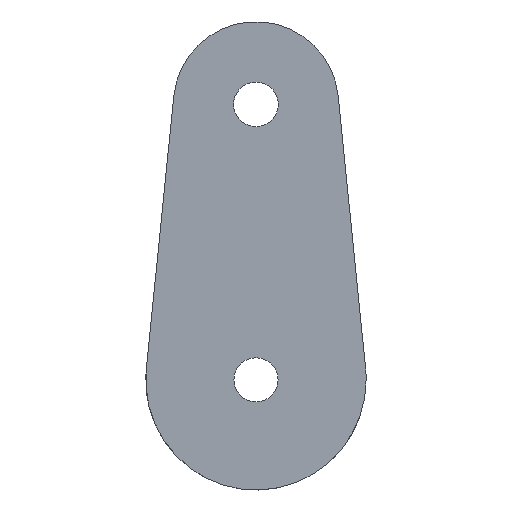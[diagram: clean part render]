
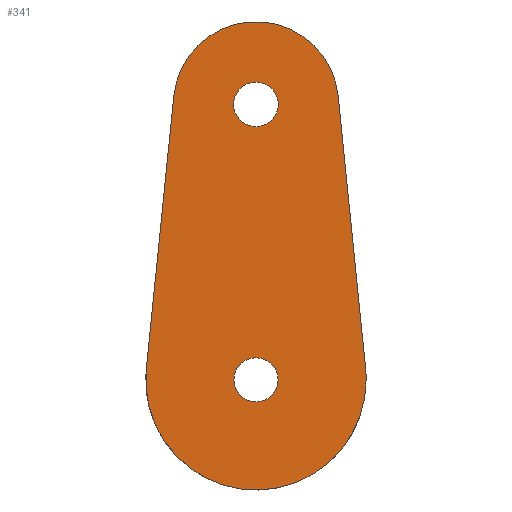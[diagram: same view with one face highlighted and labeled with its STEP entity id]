
A CAD part, left-side view. The second image highlights one B-rep face of the part: STEP entity #341.
In plain terms, the highlighted planar face has unit normal (-1, 0, 0).
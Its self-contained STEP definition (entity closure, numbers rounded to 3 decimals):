
#16=FACE_BOUND('',#83,.T.);
#17=FACE_BOUND('',#84,.T.);
#24=CIRCLE('',#372,8.);
#29=CIRCLE('',#377,8.);
#31=CIRCLE('',#385,1.6);
#33=CIRCLE('',#388,1.621);
#35=CIRCLE('',#393,6.);
#63=FACE_OUTER_BOUND('',#82,.T.);
#82=EDGE_LOOP('',(#305,#306,#307,#308,#309));
#83=EDGE_LOOP('',(#310));
#84=EDGE_LOOP('',(#311));
#113=LINE('',#576,#144);
#115=LINE('',#582,#146);
#144=VECTOR('',#480,10.);
#146=VECTOR('',#488,10.);
#161=VERTEX_POINT('',#526);
#162=VERTEX_POINT('',#528);
#167=VERTEX_POINT('',#541);
#170=VERTEX_POINT('',#558);
#172=VERTEX_POINT('',#564);
#175=VERTEX_POINT('',#574);
#176=VERTEX_POINT('',#578);
#193=EDGE_CURVE('',#162,#161,#24,.T.);
#201=EDGE_CURVE('',#167,#162,#29,.T.);
#210=EDGE_CURVE('',#170,#170,#31,.T.);
#213=EDGE_CURVE('',#172,#172,#33,.T.);
#218=EDGE_CURVE('',#161,#175,#113,.T.);
#220=EDGE_CURVE('',#175,#176,#35,.T.);
#221=EDGE_CURVE('',#176,#167,#115,.T.);
#305=ORIENTED_EDGE('',*,*,#221,.T.);
#306=ORIENTED_EDGE('',*,*,#201,.T.);
#307=ORIENTED_EDGE('',*,*,#193,.T.);
#308=ORIENTED_EDGE('',*,*,#218,.T.);
#309=ORIENTED_EDGE('',*,*,#220,.T.);
#310=ORIENTED_EDGE('',*,*,#210,.T.);
#311=ORIENTED_EDGE('',*,*,#213,.T.);
#324=PLANE('',#395);
#341=ADVANCED_FACE('',(#63,#16,#17),#324,.F.);
#372=AXIS2_PLACEMENT_3D('',#529,#426,#427);
#377=AXIS2_PLACEMENT_3D('',#542,#439,#440);
#385=AXIS2_PLACEMENT_3D('',#560,#462,#463);
#388=AXIS2_PLACEMENT_3D('',#566,#469,#470);
#393=AXIS2_PLACEMENT_3D('',#580,#484,#485);
#395=AXIS2_PLACEMENT_3D('',#583,#489,#490);
#426=DIRECTION('center_axis',(-1.,0.,0.));
#427=DIRECTION('ref_axis',(0.,1.,0.));
#439=DIRECTION('center_axis',(-1.,0.,0.));
#440=DIRECTION('ref_axis',(0.,1.,0.));
#462=DIRECTION('center_axis',(1.,0.,0.));
#463=DIRECTION('ref_axis',(0.,1.,0.));
#469=DIRECTION('center_axis',(1.,0.,0.));
#470=DIRECTION('ref_axis',(0.,1.,0.));
#480=DIRECTION('',(0.,0.1,0.995));
#484=DIRECTION('center_axis',(-1.,0.,0.));
#485=DIRECTION('ref_axis',(0.,0.995,0.1));
#488=DIRECTION('',(0.,0.1,-0.995));
#489=DIRECTION('center_axis',(1.,0.,0.));
#490=DIRECTION('ref_axis',(0.,0.,-1.));
#526=CARTESIAN_POINT('',(-6.,-7.96,0.8));
#528=CARTESIAN_POINT('',(-6.,-8.,0.));
#529=CARTESIAN_POINT('Origin',(-6.,0.,0.));
#541=CARTESIAN_POINT('',(-6.,7.96,0.8));
#542=CARTESIAN_POINT('Origin',(-6.,0.,0.));
#558=CARTESIAN_POINT('',(-6.,-1.6,0.));
#560=CARTESIAN_POINT('Origin',(-6.,0.,0.));
#564=CARTESIAN_POINT('',(-6.,-1.621,20.));
#566=CARTESIAN_POINT('Origin',(-6.,0.,20.));
#574=CARTESIAN_POINT('',(-6.,-5.97,20.6));
#576=CARTESIAN_POINT('',(-6.,-5.97,20.6));
#578=CARTESIAN_POINT('',(-6.,5.97,20.6));
#580=CARTESIAN_POINT('Origin',(-6.,0.,20.));
#582=CARTESIAN_POINT('',(-6.,7.96,0.8));
#583=CARTESIAN_POINT('Origin',(-6.,0.,9.));
